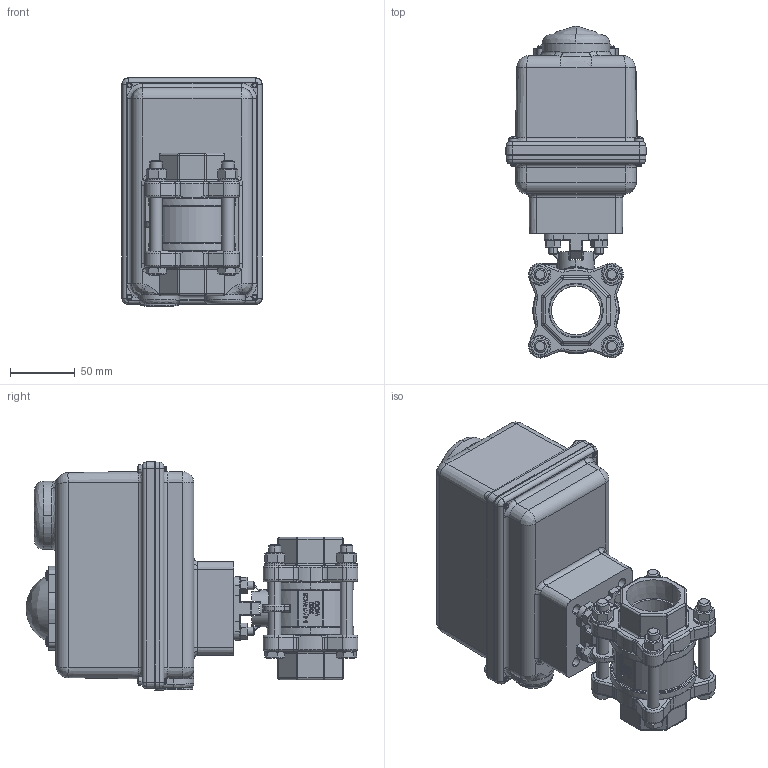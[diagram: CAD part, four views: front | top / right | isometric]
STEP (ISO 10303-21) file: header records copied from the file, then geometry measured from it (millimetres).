
FILE_DESCRIPTION (( 'STEP AP203' ), '1' );
FILE_NAME ('8700-125F_ER-3.STEP', '2017-11-20T15:30:05', ( '' ), ( '' ), 'SwSTEP 2.0', 'SolidWorks 2014', '' );
FILE_SCHEMA (( 'CONFIG_CONTROL_DESIGN' ));
Products named in the file (1): 8700-125F_ER-3
Bounding box: 108.29 x 256.33 x 176.31 mm (x, y, z)
Surface area: 153687.3 mm2 (no closed solid volume)
Topology: 0 solids, 11 shells, 1227 faces, 3749 edges, 2489 vertices
Faces by surface type: plane 420, cylinder 369, bspline 157, torus 128, cone 123, sphere 30
Entity records: 62516 total; most frequent: CARTESIAN_POINT 31914, ORIENTED_EDGE 6478, DIRECTION 5654, EDGE_CURVE 3729, VERTEX_POINT 2489, AXIS2_PLACEMENT_3D 2086, LINE 1482, VECTOR 1482
